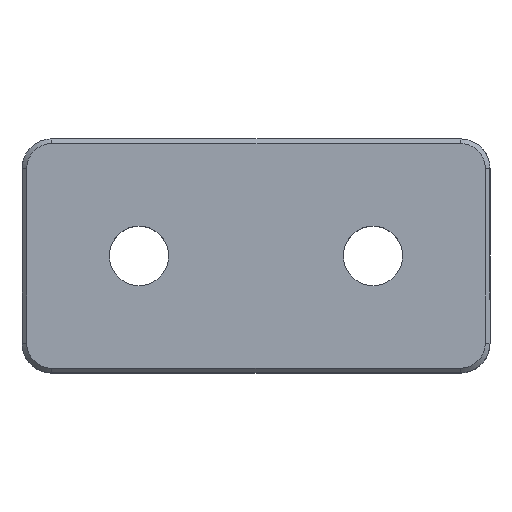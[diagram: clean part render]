
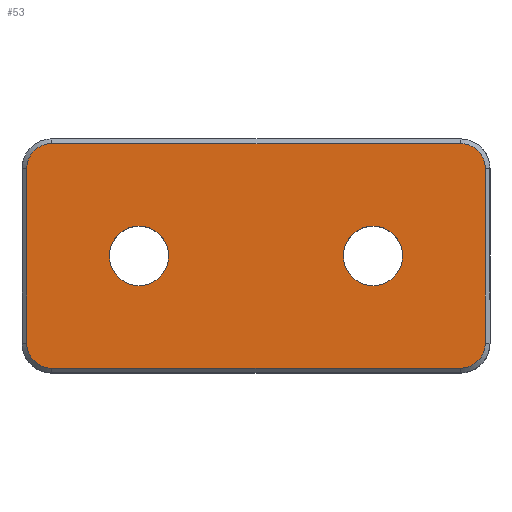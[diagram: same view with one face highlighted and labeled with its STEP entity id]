
A CAD part, top view. The second image highlights one B-rep face of the part: STEP entity #53.
In plain terms, the highlighted planar face has unit normal (0, 0, 1).
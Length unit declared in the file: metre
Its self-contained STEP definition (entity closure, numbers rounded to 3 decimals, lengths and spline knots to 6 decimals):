
#1 = EDGE_CURVE ( 'NONE', #12, #22, #174, .T. ) ;
#9 = ORIENTED_EDGE ( 'NONE', *, *, #116, .F. ) ;
#12 = VERTEX_POINT ( 'NONE', #326 ) ;
#17 = ORIENTED_EDGE ( 'NONE', *, *, #127, .F. ) ;
#21 = ORIENTED_EDGE ( 'NONE', *, *, #1, .T. ) ;
#22 = VERTEX_POINT ( 'NONE', #446 ) ;
#35 = EDGE_CURVE ( 'NONE', #22, #12, #869, .T. ) ;
#37 = VERTEX_POINT ( 'NONE', #882 ) ;
#42 = EDGE_LOOP ( 'NONE', ( #17, #632, #134, #67, #9, #732, #151, #78 ) ) ;
#47 = EDGE_CURVE ( 'NONE', #90, #37, #1139, .T. ) ;
#49 = EDGE_LOOP ( 'NONE', ( #21, #1157 ) ) ;
#53 = ADVANCED_FACE ( 'NONE', ( #447, #448, #449 ), #466, .F. ) ;
#58 = EDGE_CURVE ( 'NONE', #102, #1108, #675, .T. ) ;
#67 = ORIENTED_EDGE ( 'NONE', *, *, #47, .T. ) ;
#78 = ORIENTED_EDGE ( 'NONE', *, *, #58, .T. ) ;
#79 = VERTEX_POINT ( 'NONE', #382 ) ;
#90 = VERTEX_POINT ( 'NONE', #805 ) ;
#100 = EDGE_CURVE ( 'NONE', #90, #170, #998, .T. ) ;
#101 = VERTEX_POINT ( 'NONE', #1008 ) ;
#102 = VERTEX_POINT ( 'NONE', #1009 ) ;
#116 = EDGE_CURVE ( 'NONE', #1175, #37, #404, .T. ) ;
#127 = EDGE_CURVE ( 'NONE', #101, #1108, #552, .T. ) ;
#128 = EDGE_CURVE ( 'NONE', #102, #171, #556, .T. ) ;
#134 = ORIENTED_EDGE ( 'NONE', *, *, #100, .F. ) ;
#147 = ORIENTED_EDGE ( 'NONE', *, *, #681, .T. ) ;
#151 = ORIENTED_EDGE ( 'NONE', *, *, #128, .F. ) ;
#169 = EDGE_CURVE ( 'NONE', #358, #79, #877, .T. ) ;
#170 = VERTEX_POINT ( 'NONE', #883 ) ;
#171 = VERTEX_POINT ( 'NONE', #908 ) ;
#174 = CIRCLE ( 'NONE', #175, 0.00635 ) ;
#175 = AXIS2_PLACEMENT_3D ( 'NONE', #176, #177, #178 ) ;
#176 = CARTESIAN_POINT ( 'NONE',  ( -0.025, 0., 0.03 ) ) ;
#177 = DIRECTION ( 'NONE',  ( 0., 0., -1. ) ) ;
#178 = DIRECTION ( 'NONE',  ( 0., 1., 0. ) ) ;
#238 = EDGE_CURVE ( 'NONE', #101, #170, #1078, .T. ) ;
#320 = CIRCLE ( 'NONE', #321, 0.00635 ) ;
#321 = AXIS2_PLACEMENT_3D ( 'NONE', #322, #323, #324 ) ;
#322 = CARTESIAN_POINT ( 'NONE',  ( 0.025, 0., 0.03 ) ) ;
#323 = DIRECTION ( 'NONE',  ( 0., 0., -1. ) ) ;
#324 = DIRECTION ( 'NONE',  ( -1., 0., 0. ) ) ;
#326 = CARTESIAN_POINT ( 'NONE',  ( -0.025, 0.00635, 0.03 ) ) ;
#358 = VERTEX_POINT ( 'NONE', #445 ) ;
#382 = CARTESIAN_POINT ( 'NONE',  ( 0.03135, 0., 0.03 ) ) ;
#395 = EDGE_CURVE ( 'NONE', #1175, #171, #506, .T. ) ;
#404 = LINE ( 'NONE', #405, #406 ) ;
#405 = CARTESIAN_POINT ( 'NONE',  ( 0.049, 0., 0.03 ) ) ;
#406 = VECTOR ( 'NONE', #407, 1. ) ;
#407 = DIRECTION ( 'NONE',  ( 0., -1., 0. ) ) ;
#445 = CARTESIAN_POINT ( 'NONE',  ( 0.01865, 0., 0.03 ) ) ;
#446 = CARTESIAN_POINT ( 'NONE',  ( -0.025, -0.00635, 0.03 ) ) ;
#447 = FACE_OUTER_BOUND ( 'NONE', #42, .T. ) ;
#448 = FACE_BOUND ( 'NONE', #49, .T. ) ;
#449 = FACE_BOUND ( 'NONE', #938, .T. ) ;
#463 = ORIENTED_EDGE ( 'NONE', *, *, #169, .T. ) ;
#466 = PLANE ( 'NONE',  #467 ) ;
#467 = AXIS2_PLACEMENT_3D ( 'NONE', #468, #469, #470 ) ;
#468 = CARTESIAN_POINT ( 'NONE',  ( 0., 0., 0.03 ) ) ;
#469 = DIRECTION ( 'NONE',  ( 0., 0., -1. ) ) ;
#470 = DIRECTION ( 'NONE',  ( -1., 0., 0. ) ) ;
#506 = B_SPLINE_CURVE_WITH_KNOTS ( 'NONE', 3,
 ( #507, #508, #509, #510, #511, #512, #513 ),
 .UNSPECIFIED., .F., .F.,
 ( 4, 1, 1, 1, 4 ),
 ( 0., 0.001938, 0.004038, 0.006149, 0.008352 ),
 .UNSPECIFIED. ) ;
#507 = CARTESIAN_POINT ( 'NONE',  ( 0.049, 0.01865, 0.03 ) ) ;
#508 = CARTESIAN_POINT ( 'NONE',  ( 0.049, 0.0193, 0.03 ) ) ;
#509 = CARTESIAN_POINT ( 'NONE',  ( 0.048751, 0.020655, 0.03 ) ) ;
#510 = CARTESIAN_POINT ( 'NONE',  ( 0.04763, 0.022434, 0.03 ) ) ;
#511 = CARTESIAN_POINT ( 'NONE',  ( 0.045835, 0.023696, 0.03 ) ) ;
#512 = CARTESIAN_POINT ( 'NONE',  ( 0.044389, 0.024001, 0.03 ) ) ;
#513 = CARTESIAN_POINT ( 'NONE',  ( 0.04365, 0.024, 0.03 ) ) ;
#552 = LINE ( 'NONE', #553, #554 ) ;
#553 = CARTESIAN_POINT ( 'NONE',  ( -0.049, 0., 0.03 ) ) ;
#554 = VECTOR ( 'NONE', #555, 1. ) ;
#555 = DIRECTION ( 'NONE',  ( 0., 1., 0. ) ) ;
#556 = LINE ( 'NONE', #557, #558 ) ;
#557 = CARTESIAN_POINT ( 'NONE',  ( 0., 0.024, 0.03 ) ) ;
#558 = VECTOR ( 'NONE', #559, 1. ) ;
#559 = DIRECTION ( 'NONE',  ( 1., 0., 0. ) ) ;
#632 = ORIENTED_EDGE ( 'NONE', *, *, #238, .T. ) ;
#675 = B_SPLINE_CURVE_WITH_KNOTS ( 'NONE', 3,
 ( #676, #677, #678, #679, #680, #682, #683 ),
 .UNSPECIFIED., .F., .F.,
 ( 4, 1, 1, 1, 4 ),
 ( 0., 0.001938, 0.004038, 0.006149, 0.008352 ),
 .UNSPECIFIED. ) ;
#676 = CARTESIAN_POINT ( 'NONE',  ( -0.04365, 0.024, 0.03 ) ) ;
#677 = CARTESIAN_POINT ( 'NONE',  ( -0.0443, 0.024, 0.03 ) ) ;
#678 = CARTESIAN_POINT ( 'NONE',  ( -0.045655, 0.023751, 0.03 ) ) ;
#679 = CARTESIAN_POINT ( 'NONE',  ( -0.047434, 0.02263, 0.03 ) ) ;
#680 = CARTESIAN_POINT ( 'NONE',  ( -0.048696, 0.020835, 0.03 ) ) ;
#681 = EDGE_CURVE ( 'NONE', #79, #358, #320, .T. ) ;
#682 = CARTESIAN_POINT ( 'NONE',  ( -0.049001, 0.019389, 0.03 ) ) ;
#683 = CARTESIAN_POINT ( 'NONE',  ( -0.049, 0.01865, 0.03 ) ) ;
#732 = ORIENTED_EDGE ( 'NONE', *, *, #395, .T. ) ;
#805 = CARTESIAN_POINT ( 'NONE',  ( 0.04365, -0.024, 0.03 ) ) ;
#863 = CARTESIAN_POINT ( 'NONE',  ( -0.049, 0.01865, 0.03 ) ) ;
#869 = CIRCLE ( 'NONE', #871, 0.00635 ) ;
#871 = AXIS2_PLACEMENT_3D ( 'NONE', #872, #873, #874 ) ;
#872 = CARTESIAN_POINT ( 'NONE',  ( -0.025, 0., 0.03 ) ) ;
#873 = DIRECTION ( 'NONE',  ( 0., 0., -1. ) ) ;
#874 = DIRECTION ( 'NONE',  ( 0., 1., 0. ) ) ;
#877 = CIRCLE ( 'NONE', #878, 0.00635 ) ;
#878 = AXIS2_PLACEMENT_3D ( 'NONE', #879, #880, #881 ) ;
#879 = CARTESIAN_POINT ( 'NONE',  ( 0.025, 0., 0.03 ) ) ;
#880 = DIRECTION ( 'NONE',  ( 0., 0., -1. ) ) ;
#881 = DIRECTION ( 'NONE',  ( -1., 0., 0. ) ) ;
#882 = CARTESIAN_POINT ( 'NONE',  ( 0.049, -0.01865, 0.03 ) ) ;
#883 = CARTESIAN_POINT ( 'NONE',  ( -0.04365, -0.024, 0.03 ) ) ;
#906 = CARTESIAN_POINT ( 'NONE',  ( 0.049, 0.01865, 0.03 ) ) ;
#908 = CARTESIAN_POINT ( 'NONE',  ( 0.04365, 0.024, 0.03 ) ) ;
#938 = EDGE_LOOP ( 'NONE', ( #463, #147 ) ) ;
#998 = LINE ( 'NONE', #999, #1000 ) ;
#999 = CARTESIAN_POINT ( 'NONE',  ( 0., -0.024, 0.03 ) ) ;
#1000 = VECTOR ( 'NONE', #1001, 1. ) ;
#1001 = DIRECTION ( 'NONE',  ( -1., 0., 0. ) ) ;
#1008 = CARTESIAN_POINT ( 'NONE',  ( -0.049, -0.01865, 0.03 ) ) ;
#1009 = CARTESIAN_POINT ( 'NONE',  ( -0.04365, 0.024, 0.03 ) ) ;
#1078 = B_SPLINE_CURVE_WITH_KNOTS ( 'NONE', 3,
 ( #1079, #1080, #1081, #1082, #1083, #1084, #1085 ),
 .UNSPECIFIED., .F., .F.,
 ( 4, 1, 1, 1, 4 ),
 ( 0., 0.001938, 0.004038, 0.006149, 0.008352 ),
 .UNSPECIFIED. ) ;
#1079 = CARTESIAN_POINT ( 'NONE',  ( -0.049, -0.01865, 0.03 ) ) ;
#1080 = CARTESIAN_POINT ( 'NONE',  ( -0.049, -0.0193, 0.03 ) ) ;
#1081 = CARTESIAN_POINT ( 'NONE',  ( -0.048751, -0.020655, 0.03 ) ) ;
#1082 = CARTESIAN_POINT ( 'NONE',  ( -0.04763, -0.022434, 0.03 ) ) ;
#1083 = CARTESIAN_POINT ( 'NONE',  ( -0.045835, -0.023696, 0.03 ) ) ;
#1084 = CARTESIAN_POINT ( 'NONE',  ( -0.044389, -0.024001, 0.03 ) ) ;
#1085 = CARTESIAN_POINT ( 'NONE',  ( -0.04365, -0.024, 0.03 ) ) ;
#1108 = VERTEX_POINT ( 'NONE', #863 ) ;
#1139 = B_SPLINE_CURVE_WITH_KNOTS ( 'NONE', 3,
 ( #1140, #1141, #1142, #1143, #1144, #1145, #1146 ),
 .UNSPECIFIED., .F., .F.,
 ( 4, 1, 1, 1, 4 ),
 ( 0., 0.001938, 0.004038, 0.006149, 0.008352 ),
 .UNSPECIFIED. ) ;
#1140 = CARTESIAN_POINT ( 'NONE',  ( 0.04365, -0.024, 0.03 ) ) ;
#1141 = CARTESIAN_POINT ( 'NONE',  ( 0.0443, -0.024, 0.03 ) ) ;
#1142 = CARTESIAN_POINT ( 'NONE',  ( 0.045655, -0.023751, 0.03 ) ) ;
#1143 = CARTESIAN_POINT ( 'NONE',  ( 0.047434, -0.02263, 0.03 ) ) ;
#1144 = CARTESIAN_POINT ( 'NONE',  ( 0.048696, -0.020835, 0.03 ) ) ;
#1145 = CARTESIAN_POINT ( 'NONE',  ( 0.049001, -0.019389, 0.03 ) ) ;
#1146 = CARTESIAN_POINT ( 'NONE',  ( 0.049, -0.01865, 0.03 ) ) ;
#1157 = ORIENTED_EDGE ( 'NONE', *, *, #35, .T. ) ;
#1175 = VERTEX_POINT ( 'NONE', #906 ) ;
